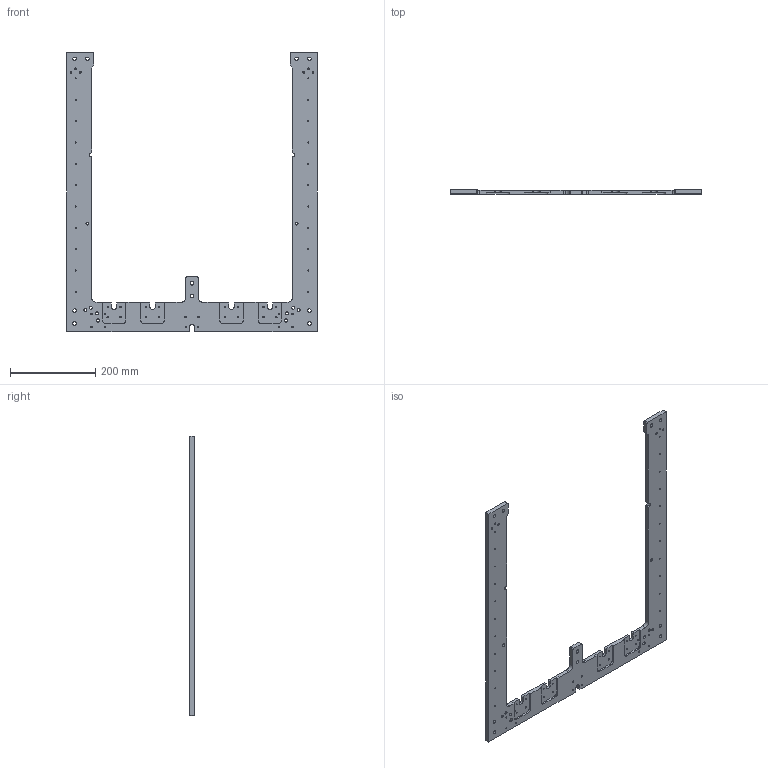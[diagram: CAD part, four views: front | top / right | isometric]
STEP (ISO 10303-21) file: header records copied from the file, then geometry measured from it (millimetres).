
FILE_DESCRIPTION(/* description */ (''),/* implementation_level */ '2;1');
FILE_NAME(/* name */ 'Top_Plate v19.step',/* time_stamp */ '2021-06-15T20:33:05+02:00',/* author */ (''),/* organization */ (''),/* preprocessor_version */ 'ST-DEVELOPER v18.1',/* originating_system */ 'Autodesk Translation Framework v10.9.0.1377',/* authorisation */ '');
FILE_SCHEMA (('AUTOMOTIVE_DESIGN { 1 0 10303 214 3 1 1 }'));
Length unit declared in the file: millimetre
Products named in the file (1): Top_Plate
Bounding box: 588 x 10 x 654 mm (x, y, z)
Volume: 1053639 mm3; surface area: 268256.3 mm2
Topology: 1 solids, 1 shells, 180 faces, 536 edges, 358 vertices
Faces by surface type: cylinder 121, plane 59
Full cylindrical faces by diameter (mm): 2.529 x32, 3.2 x8, 3.3 x10, 4.3 x6, 6.779 x6, 7 x2, 8 x2, 8.4 x10
Entity records: 6502 total; most frequent: DIRECTION 1140, CARTESIAN_POINT 1075, ORIENTED_EDGE 1072, EDGE_CURVE 536, AXIS2_PLACEMENT_3D 423, VERTEX_POINT 358, EDGE_LOOP 332, LINE 294
